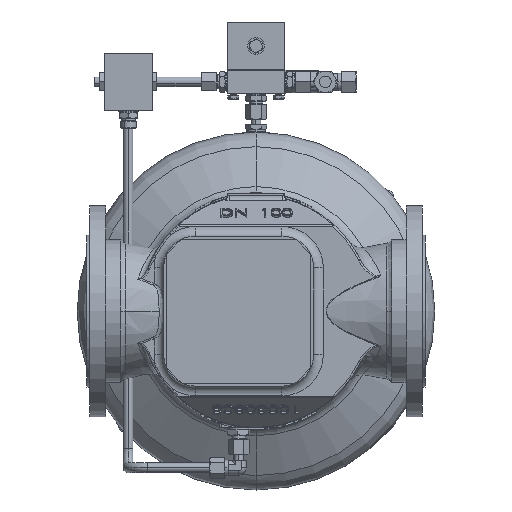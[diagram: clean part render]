
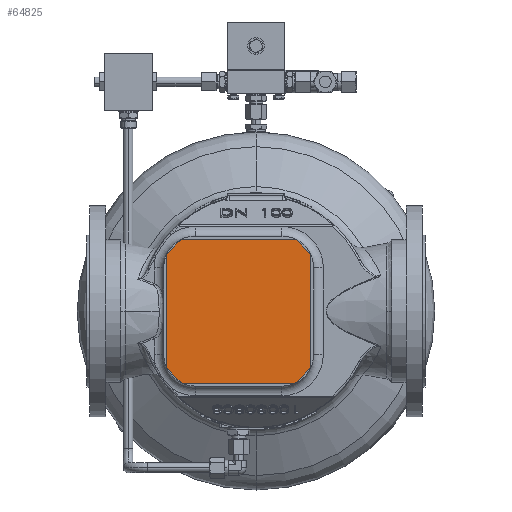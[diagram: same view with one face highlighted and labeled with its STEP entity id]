
A CAD part, front view. The second image highlights one B-rep face of the part: STEP entity #64825.
In plain terms, the highlighted planar face has unit normal (0, -1, 0).
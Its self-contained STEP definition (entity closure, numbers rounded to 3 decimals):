
#1445 = CARTESIAN_POINT ( 'NONE',  ( -18., -88.5, 0. ) ) ;
#1629 = VERTEX_POINT ( 'NONE', #4892 ) ;
#3985 = DIRECTION ( 'NONE',  ( -1., 0., 0. ) ) ;
#4400 = AXIS2_PLACEMENT_3D ( 'NONE', #5399, #43519, #10834 ) ;
#4892 = CARTESIAN_POINT ( 'NONE',  ( -76.31, -88.5, 75. ) ) ;
#5003 = CIRCLE ( 'NONE', #44185, 95. ) ;
#5260 = ORIENTED_EDGE ( 'NONE', *, *, #67626, .T. ) ;
#5399 = CARTESIAN_POINT ( 'NONE',  ( -18., -88.5, 0. ) ) ;
#5799 = CARTESIAN_POINT ( 'NONE',  ( 57., -88.5, -58.31 ) ) ;
#6092 = DIRECTION ( 'NONE',  ( 1., 0., 0. ) ) ;
#6894 = DIRECTION ( 'NONE',  ( 0., -1., 0. ) ) ;
#8299 = ORIENTED_EDGE ( 'NONE', *, *, #33170, .T. ) ;
#8418 = DIRECTION ( 'NONE',  ( -1., 0., 0. ) ) ;
#8799 = CARTESIAN_POINT ( 'NONE',  ( -93., -88.5, -58.31 ) ) ;
#9566 = CARTESIAN_POINT ( 'NONE',  ( 57., -88.5, 58.31 ) ) ;
#10512 = DIRECTION ( 'NONE',  ( 0., -1., 0. ) ) ;
#10720 = CIRCLE ( 'NONE', #54942, 95. ) ;
#10834 = DIRECTION ( 'NONE',  ( -1., 0., 0. ) ) ;
#12271 = CIRCLE ( 'NONE', #4400, 95. ) ;
#12726 = CARTESIAN_POINT ( 'NONE',  ( 57., -88.5, -58.31 ) ) ;
#14015 = ORIENTED_EDGE ( 'NONE', *, *, #28238, .T. ) ;
#14234 = VECTOR ( 'NONE', #18226, 1000. ) ;
#14579 = EDGE_CURVE ( 'Defeature ausgef�hrt1_1247+Defeature ausgef�hrt1_1240+Defeature ausgef�hrt1_1239+Defeature ausgef�hrt1_1241', #28823, #69708, #29445, .T. ) ;
#14859 = VECTOR ( 'NONE', #6092, 1000. ) ;
#14957 = CARTESIAN_POINT ( 'NONE',  ( -18., -88.5, 0. ) ) ;
#16815 = EDGE_CURVE ( 'Defeature ausgef�hrt1_1247+Defeature ausgef�hrt1_1244+Defeature ausgef�hrt1_1243+Defeature ausgef�hrt1_1245', #53972, #1629, #56347, .T. ) ;
#17041 = CARTESIAN_POINT ( 'NONE',  ( 40.31, -88.5, -75. ) ) ;
#17298 = ORIENTED_EDGE ( 'NONE', *, *, #22583, .T. ) ;
#17628 = PLANE ( 'NONE',  #66329 ) ;
#18025 = VERTEX_POINT ( 'NONE', #50251 ) ;
#18226 = DIRECTION ( 'NONE',  ( 0., 0., 1. ) ) ;
#20463 = DIRECTION ( 'NONE',  ( -1., 0., 0. ) ) ;
#22583 = EDGE_CURVE ( 'Defeature ausgef�hrt1_1247+Defeature ausgef�hrt1_1239+Defeature ausgef�hrt1_1246+Defeature ausgef�hrt1_1240', #45322, #28823, #10720, .T. ) ;
#25722 = VERTEX_POINT ( 'NONE', #5799 ) ;
#27915 = EDGE_CURVE ( 'Defeature ausgef�hrt1_1247+Defeature ausgef�hrt1_1243+Defeature ausgef�hrt1_1242+Defeature ausgef�hrt1_1244', #51606, #53972, #57053, .T. ) ;
#28238 = EDGE_CURVE ( 'Defeature ausgef�hrt1_1247+Defeature ausgef�hrt1_1246+Defeature ausgef�hrt1_1245+Defeature ausgef�hrt1_1239', #18025, #45322, #34988, .T. ) ;
#28823 = VERTEX_POINT ( 'NONE', #66536 ) ;
#29445 = LINE ( 'NONE', #17041, #14859 ) ;
#31483 = CARTESIAN_POINT ( 'NONE',  ( -93., -88.5, -58.31 ) ) ;
#33170 = EDGE_CURVE ( 'Defeature ausgef�hrt1_1247+Defeature ausgef�hrt1_1242+Defeature ausgef�hrt1_1241+Defeature ausgef�hrt1_1243', #25722, #51606, #44968, .T. ) ;
#33288 = VECTOR ( 'NONE', #53035, 1000. ) ;
#34988 = LINE ( 'NONE', #31483, #33288 ) ;
#35176 = ORIENTED_EDGE ( 'NONE', *, *, #16815, .T. ) ;
#35666 = CARTESIAN_POINT ( 'NONE',  ( 40.31, -88.5, 75. ) ) ;
#36633 = DIRECTION ( 'NONE',  ( 0., -1., 0. ) ) ;
#40574 = AXIS2_PLACEMENT_3D ( 'NONE', #43198, #10512, #48627 ) ;
#41409 = ORIENTED_EDGE ( 'NONE', *, *, #56385, .T. ) ;
#42344 = EDGE_LOOP ( 'NONE', ( #17298, #42833, #41409, #8299, #61915, #35176, #5260, #14015 ) ) ;
#42833 = ORIENTED_EDGE ( 'NONE', *, *, #14579, .T. ) ;
#43198 = CARTESIAN_POINT ( 'NONE',  ( -18., -88.5, 0. ) ) ;
#43519 = DIRECTION ( 'NONE',  ( 0., -1., 0. ) ) ;
#43682 = CARTESIAN_POINT ( 'NONE',  ( 40.31, -88.5, 75. ) ) ;
#44185 = AXIS2_PLACEMENT_3D ( 'NONE', #14957, #53034, #20463 ) ;
#44968 = LINE ( 'NONE', #12726, #14234 ) ;
#45026 = DIRECTION ( 'NONE',  ( -1., 0., 0. ) ) ;
#45322 = VERTEX_POINT ( 'NONE', #8799 ) ;
#48022 = FACE_OUTER_BOUND ( 'NONE', #42344, .T. ) ;
#48627 = DIRECTION ( 'NONE',  ( -1., 0., 0. ) ) ;
#50251 = CARTESIAN_POINT ( 'NONE',  ( -93., -88.5, 58.31 ) ) ;
#51606 = VERTEX_POINT ( 'NONE', #9566 ) ;
#53034 = DIRECTION ( 'NONE',  ( 0., -1., 0. ) ) ;
#53035 = DIRECTION ( 'NONE',  ( 0., 0., -1. ) ) ;
#53972 = VERTEX_POINT ( 'NONE', #43682 ) ;
#54651 = VECTOR ( 'NONE', #8418, 1000. ) ;
#54942 = AXIS2_PLACEMENT_3D ( 'NONE', #69129, #36633, #3985 ) ;
#56347 = LINE ( 'NONE', #35666, #54651 ) ;
#56385 = EDGE_CURVE ( 'Defeature ausgef�hrt1_1247+Defeature ausgef�hrt1_1241+Defeature ausgef�hrt1_1240+Defeature ausgef�hrt1_1242', #69708, #25722, #12271, .T. ) ;
#57053 = CIRCLE ( 'NONE', #40574, 95. ) ;
#61915 = ORIENTED_EDGE ( 'NONE', *, *, #27915, .T. ) ;
#64825 = ADVANCED_FACE ( 'Defeature ausgef�hrt1_1247', ( #48022 ), #17628, .T. ) ;
#66329 = AXIS2_PLACEMENT_3D ( 'NONE', #1445, #6894, #45026 ) ;
#66536 = CARTESIAN_POINT ( 'NONE',  ( -76.31, -88.5, -75. ) ) ;
#67626 = EDGE_CURVE ( 'Defeature ausgef�hrt1_1247+Defeature ausgef�hrt1_1245+Defeature ausgef�hrt1_1244+Defeature ausgef�hrt1_1246', #1629, #18025, #5003, .T. ) ;
#68634 = CARTESIAN_POINT ( 'NONE',  ( 40.31, -88.5, -75. ) ) ;
#69129 = CARTESIAN_POINT ( 'NONE',  ( -18., -88.5, 0. ) ) ;
#69708 = VERTEX_POINT ( 'NONE', #68634 ) ;
